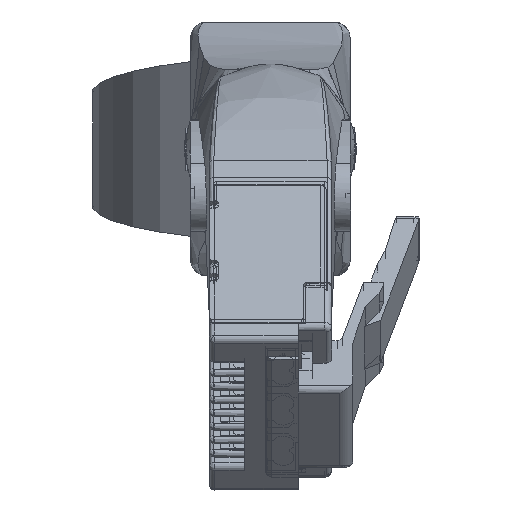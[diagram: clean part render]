
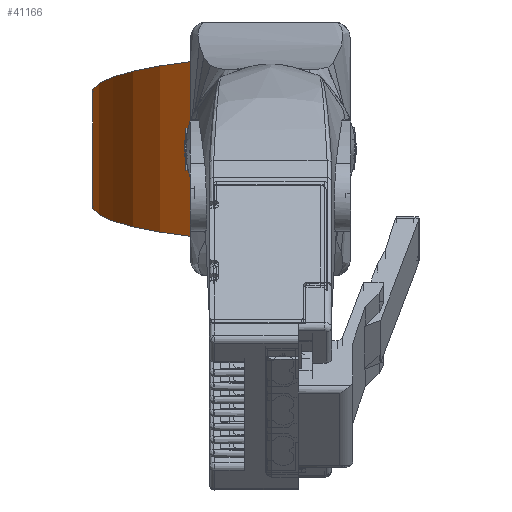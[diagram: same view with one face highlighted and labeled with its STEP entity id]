
A CAD part, left-side view. The second image highlights one B-rep face of the part: STEP entity #41166.
In plain terms, the highlighted cylindrical face has radius 13.208 mm (diameter 26.416 mm), a partial arc.
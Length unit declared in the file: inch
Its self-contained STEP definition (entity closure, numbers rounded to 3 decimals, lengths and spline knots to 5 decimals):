
#6266 = DIRECTION ( 'NONE',  ( 0., 0., 1. ) ) ;
#6270 = DIRECTION ( 'NONE',  ( -1., 0., 0. ) ) ;
#6271 = CARTESIAN_POINT ( 'NONE',  ( 0.185, -0.14312, 0.41591 ) ) ;
#13667 = AXIS2_PLACEMENT_3D ( 'NONE', #6271, #6270, #6266 ) ;
#21504 = VERTEX_POINT ( 'NONE', #58839 ) ;
#21564 = VERTEX_POINT ( 'NONE', #58899 ) ;
#21624 = VERTEX_POINT ( 'NONE', #58959 ) ;
#21682 = VERTEX_POINT ( 'NONE', #59017 ) ;
#31466 = EDGE_LOOP ( 'NONE', ( #50481, #50480, #50479, #50478 ) ) ;
#32284 = FACE_OUTER_BOUND ( 'NONE', #31466, .T. ) ;
#32298 = CYLINDRICAL_SURFACE ( 'NONE', #13667, 0.52 ) ;
#35752 =( BOUNDED_CURVE ( )  B_SPLINE_CURVE ( 3, ( #53533, #53528, #53535, #53536 ),
 .UNSPECIFIED., .F., .F. ) 
 B_SPLINE_CURVE_WITH_KNOTS ( ( 4, 4 ),
 ( 4.60613, 5.63939 ),
 .UNSPECIFIED. ) 
 CURVE ( )  GEOMETRIC_REPRESENTATION_ITEM ( )  RATIONAL_B_SPLINE_CURVE ( ( 1., 0.913, 0.913, 1. ) ) 
 REPRESENTATION_ITEM ( '' )  );
#35753 =( BOUNDED_CURVE ( )  B_SPLINE_CURVE ( 3, ( #53538, #53534, #53542, #53543 ),
 .UNSPECIFIED., .F., .F. ) 
 B_SPLINE_CURVE_WITH_KNOTS ( ( 4, 4 ),
 ( 3.78539, 4.81865 ),
 .UNSPECIFIED. ) 
 CURVE ( )  GEOMETRIC_REPRESENTATION_ITEM ( )  RATIONAL_B_SPLINE_CURVE ( ( 1., 0.913, 0.913, 1. ) ) 
 REPRESENTATION_ITEM ( '' )  );
#41166 = ADVANCED_FACE ( 'NONE', ( #32284 ), #32298, .T. ) ;
#50478 = ORIENTED_EDGE ( 'NONE', *, *, #60875, .T. ) ;
#50479 = ORIENTED_EDGE ( 'NONE', *, *, #61016, .F. ) ;
#50480 = ORIENTED_EDGE ( 'NONE', *, *, #61015, .F. ) ;
#50481 = ORIENTED_EDGE ( 'NONE', *, *, #61013, .F. ) ;
#53036 = CARTESIAN_POINT ( 'NONE',  ( -0.269, 0.169, 0. ) ) ;
#53048 = DIRECTION ( 'NONE',  ( -1., 0., 0. ) ) ;
#53528 = CARTESIAN_POINT ( 'NONE',  ( -0.14054, 0.39384, 0.28456 ) ) ;
#53533 = CARTESIAN_POINT ( 'NONE',  ( -0.1114, 0.37394, 0.47106 ) ) ;
#53534 = CARTESIAN_POINT ( 'NONE',  ( 0.16741, 0.31901, 0.11258 ) ) ;
#53535 = CARTESIAN_POINT ( 'NONE',  ( -0.16741, 0.31901, 0.11258 ) ) ;
#53536 = CARTESIAN_POINT ( 'NONE',  ( -0.185, 0.169, 0. ) ) ;
#53537 = CARTESIAN_POINT ( 'NONE',  ( 0.185, 0.37394, 0.47106 ) ) ;
#53538 = CARTESIAN_POINT ( 'NONE',  ( 0.185, 0.169, 0. ) ) ;
#53539 = DIRECTION ( 'NONE',  ( -1., 0., 0. ) ) ;
#53542 = CARTESIAN_POINT ( 'NONE',  ( 0.14054, 0.39384, 0.28456 ) ) ;
#53543 = CARTESIAN_POINT ( 'NONE',  ( 0.1114, 0.37394, 0.47106 ) ) ;
#56068 = LINE ( 'NONE', #53036, #56073 ) ;
#56073 = VECTOR ( 'NONE', #53048, 39.37008 ) ;
#56080 = LINE ( 'NONE', #53537, #56081 ) ;
#56081 = VECTOR ( 'NONE', #53539, 39.37008 ) ;
#58839 = CARTESIAN_POINT ( 'NONE',  ( -0.185, 0.169, 0. ) ) ;
#58899 = CARTESIAN_POINT ( 'NONE',  ( 0.1114, 0.37394, 0.47106 ) ) ;
#58959 = CARTESIAN_POINT ( 'NONE',  ( -0.1114, 0.37394, 0.47106 ) ) ;
#59017 = CARTESIAN_POINT ( 'NONE',  ( 0.185, 0.169, 0. ) ) ;
#60875 = EDGE_CURVE ( 'NONE', #21682, #21504, #56068, .T. ) ;
#61013 = EDGE_CURVE ( 'NONE', #21624, #21504, #35752, .T. ) ;
#61015 = EDGE_CURVE ( 'NONE', #21564, #21624, #56080, .T. ) ;
#61016 = EDGE_CURVE ( 'NONE', #21682, #21564, #35753, .T. ) ;
